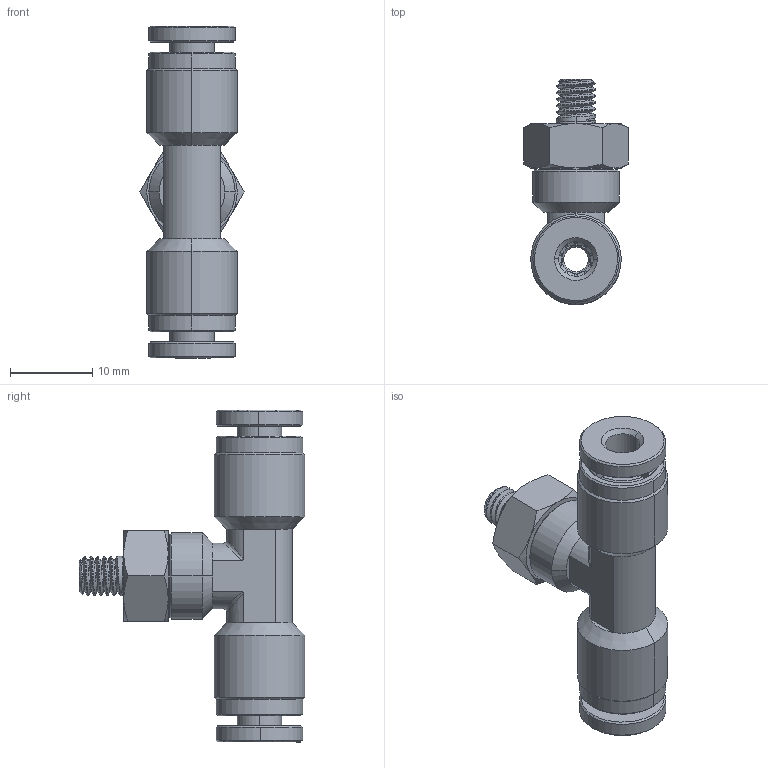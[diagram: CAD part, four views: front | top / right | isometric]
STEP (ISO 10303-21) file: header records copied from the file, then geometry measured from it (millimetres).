
FILE_DESCRIPTION (( 'STEP AP214' ), '1' );
FILE_NAME ('BTS5-32-10-32W.STEP', '2018-07-24T19:29:37', ( '' ), ( '' ), 'SwSTEP 2.0', 'SolidWorks 2016', '' );
FILE_SCHEMA (( 'AUTOMOTIVE_DESIGN' ));
Length unit declared in the file: millimetre
Products named in the file (1): BTS5-32-10-32W
Bounding box: 12.7 x 27.4 x 40.38 mm (x, y, z)
Volume: 3177.2 mm3; surface area: 5489.9 mm2
Topology: 12 solids, 12 shells, 670 faces, 1762 edges, 1132 vertices
Faces by surface type: cone 228, plane 228, cylinder 156, bspline 52, torus 6
Entity records: 30976 total; most frequent: CARTESIAN_POINT 7837, ORIENTED_EDGE 3524, DIRECTION 2988, EDGE_CURVE 1762, AXIS2_PLACEMENT_3D 1225, VERTEX_POINT 1132, EDGE_LOOP 712, UNCERTAINTY_MEASURE_WITH_UNIT 684
